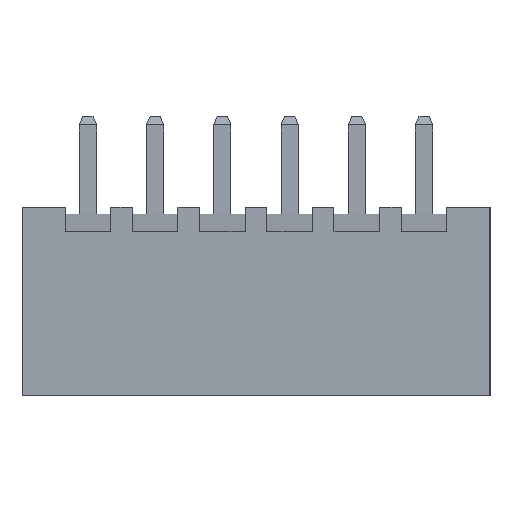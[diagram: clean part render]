
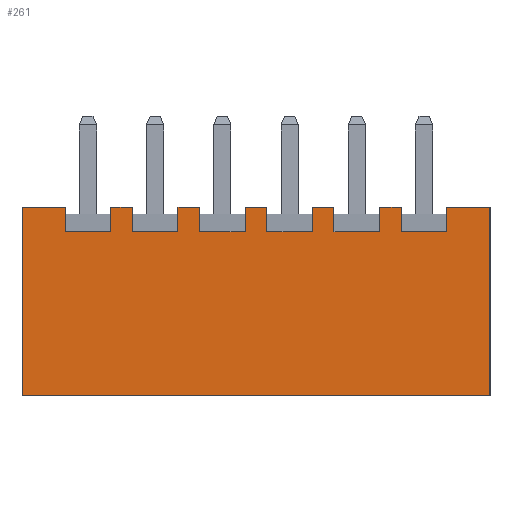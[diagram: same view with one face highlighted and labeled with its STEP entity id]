
A CAD part, top view. The second image highlights one B-rep face of the part: STEP entity #261.
In plain terms, the highlighted planar face has unit normal (0, 0, 1).
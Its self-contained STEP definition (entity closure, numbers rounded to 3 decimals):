
#30=CARTESIAN_POINT('',(0.,0.,2.85));
#31=DIRECTION('',(-1.,0.,0.));
#32=DIRECTION('',(0.,0.,1.));
#33=AXIS2_PLACEMENT_3D('',#30,#32,#31);
#34=PLANE('',#33);
#35=CARTESIAN_POINT('',(8.7,3.5,2.85));
#36=VERTEX_POINT('',#35);
#37=CARTESIAN_POINT('',(7.1,3.5,2.85));
#38=VERTEX_POINT('',#37);
#39=CARTESIAN_POINT('',(8.7,3.5,2.85));
#40=DIRECTION('',(-1.,0.,0.));
#41=VECTOR('',#40,1.6);
#42=LINE('',#39,#41);
#43=EDGE_CURVE('',#36,#38,#42,.T.);
#44=ORIENTED_EDGE('',*,*,#43,.T.);
#45=CARTESIAN_POINT('',(7.1,2.6,2.85));
#46=VERTEX_POINT('',#45);
#47=CARTESIAN_POINT('',(7.1,3.5,2.85));
#48=DIRECTION('',(0.,-1.,0.));
#49=VECTOR('',#48,0.9);
#50=LINE('',#47,#49);
#51=EDGE_CURVE('',#38,#46,#50,.T.);
#52=ORIENTED_EDGE('',*,*,#51,.T.);
#53=CARTESIAN_POINT('',(5.4,2.6,2.85));
#54=VERTEX_POINT('',#53);
#55=CARTESIAN_POINT('',(7.1,2.6,2.85));
#56=DIRECTION('',(-1.,0.,0.));
#57=VECTOR('',#56,1.7);
#58=LINE('',#55,#57);
#59=EDGE_CURVE('',#46,#54,#58,.T.);
#60=ORIENTED_EDGE('',*,*,#59,.T.);
#61=CARTESIAN_POINT('',(5.4,3.5,2.85));
#62=VERTEX_POINT('',#61);
#63=CARTESIAN_POINT('',(5.4,2.6,2.85));
#64=DIRECTION('',(0.,1.,0.));
#65=VECTOR('',#64,0.9);
#66=LINE('',#63,#65);
#67=EDGE_CURVE('',#54,#62,#66,.T.);
#68=ORIENTED_EDGE('',*,*,#67,.T.);
#69=CARTESIAN_POINT('',(4.6,3.5,2.85));
#70=VERTEX_POINT('',#69);
#71=CARTESIAN_POINT('',(5.4,3.5,2.85));
#72=DIRECTION('',(-1.,0.,0.));
#73=VECTOR('',#72,0.8);
#74=LINE('',#71,#73);
#75=EDGE_CURVE('',#62,#70,#74,.T.);
#76=ORIENTED_EDGE('',*,*,#75,.T.);
#77=CARTESIAN_POINT('',(4.6,2.6,2.85));
#78=VERTEX_POINT('',#77);
#79=CARTESIAN_POINT('',(4.6,3.5,2.85));
#80=DIRECTION('',(0.,-1.,0.));
#81=VECTOR('',#80,0.9);
#82=LINE('',#79,#81);
#83=EDGE_CURVE('',#70,#78,#82,.T.);
#84=ORIENTED_EDGE('',*,*,#83,.T.);
#85=CARTESIAN_POINT('',(2.9,2.6,2.85));
#86=VERTEX_POINT('',#85);
#87=CARTESIAN_POINT('',(4.6,2.6,2.85));
#88=DIRECTION('',(-1.,0.,0.));
#89=VECTOR('',#88,1.7);
#90=LINE('',#87,#89);
#91=EDGE_CURVE('',#78,#86,#90,.T.);
#92=ORIENTED_EDGE('',*,*,#91,.T.);
#93=CARTESIAN_POINT('',(2.9,3.5,2.85));
#94=VERTEX_POINT('',#93);
#95=CARTESIAN_POINT('',(2.9,2.6,2.85));
#96=DIRECTION('',(0.,1.,0.));
#97=VECTOR('',#96,0.9);
#98=LINE('',#95,#97);
#99=EDGE_CURVE('',#86,#94,#98,.T.);
#100=ORIENTED_EDGE('',*,*,#99,.T.);
#101=CARTESIAN_POINT('',(2.1,3.5,2.85));
#102=VERTEX_POINT('',#101);
#103=CARTESIAN_POINT('',(2.9,3.5,2.85));
#104=DIRECTION('',(-1.,0.,0.));
#105=VECTOR('',#104,0.8);
#106=LINE('',#103,#105);
#107=EDGE_CURVE('',#94,#102,#106,.T.);
#108=ORIENTED_EDGE('',*,*,#107,.T.);
#109=CARTESIAN_POINT('',(2.1,2.6,2.85));
#110=VERTEX_POINT('',#109);
#111=CARTESIAN_POINT('',(2.1,3.5,2.85));
#112=DIRECTION('',(0.,-1.,0.));
#113=VECTOR('',#112,0.9);
#114=LINE('',#111,#113);
#115=EDGE_CURVE('',#102,#110,#114,.T.);
#116=ORIENTED_EDGE('',*,*,#115,.T.);
#117=CARTESIAN_POINT('',(0.4,2.6,2.85));
#118=VERTEX_POINT('',#117);
#119=CARTESIAN_POINT('',(2.1,2.6,2.85));
#120=DIRECTION('',(-1.,0.,0.));
#121=VECTOR('',#120,1.7);
#122=LINE('',#119,#121);
#123=EDGE_CURVE('',#110,#118,#122,.T.);
#124=ORIENTED_EDGE('',*,*,#123,.T.);
#125=CARTESIAN_POINT('',(0.4,3.5,2.85));
#126=VERTEX_POINT('',#125);
#127=CARTESIAN_POINT('',(0.4,2.6,2.85));
#128=DIRECTION('',(0.,1.,0.));
#129=VECTOR('',#128,0.9);
#130=LINE('',#127,#129);
#131=EDGE_CURVE('',#118,#126,#130,.T.);
#132=ORIENTED_EDGE('',*,*,#131,.T.);
#133=CARTESIAN_POINT('',(-0.4,3.5,2.85));
#134=VERTEX_POINT('',#133);
#135=CARTESIAN_POINT('',(0.4,3.5,2.85));
#136=DIRECTION('',(-1.,0.,0.));
#137=VECTOR('',#136,0.8);
#138=LINE('',#135,#137);
#139=EDGE_CURVE('',#126,#134,#138,.T.);
#140=ORIENTED_EDGE('',*,*,#139,.T.);
#141=CARTESIAN_POINT('',(-0.4,2.6,2.85));
#142=VERTEX_POINT('',#141);
#143=CARTESIAN_POINT('',(-0.4,3.5,2.85));
#144=DIRECTION('',(0.,-1.,0.));
#145=VECTOR('',#144,0.9);
#146=LINE('',#143,#145);
#147=EDGE_CURVE('',#134,#142,#146,.T.);
#148=ORIENTED_EDGE('',*,*,#147,.T.);
#149=CARTESIAN_POINT('',(-2.1,2.6,2.85));
#150=VERTEX_POINT('',#149);
#151=CARTESIAN_POINT('',(-0.4,2.6,2.85));
#152=DIRECTION('',(-1.,0.,0.));
#153=VECTOR('',#152,1.7);
#154=LINE('',#151,#153);
#155=EDGE_CURVE('',#142,#150,#154,.T.);
#156=ORIENTED_EDGE('',*,*,#155,.T.);
#157=CARTESIAN_POINT('',(-2.1,3.5,2.85));
#158=VERTEX_POINT('',#157);
#159=CARTESIAN_POINT('',(-2.1,2.6,2.85));
#160=DIRECTION('',(0.,1.,0.));
#161=VECTOR('',#160,0.9);
#162=LINE('',#159,#161);
#163=EDGE_CURVE('',#150,#158,#162,.T.);
#164=ORIENTED_EDGE('',*,*,#163,.T.);
#165=CARTESIAN_POINT('',(-2.9,3.5,2.85));
#166=VERTEX_POINT('',#165);
#167=CARTESIAN_POINT('',(-2.1,3.5,2.85));
#168=DIRECTION('',(-1.,0.,0.));
#169=VECTOR('',#168,0.8);
#170=LINE('',#167,#169);
#171=EDGE_CURVE('',#158,#166,#170,.T.);
#172=ORIENTED_EDGE('',*,*,#171,.T.);
#173=CARTESIAN_POINT('',(-2.9,2.6,2.85));
#174=VERTEX_POINT('',#173);
#175=CARTESIAN_POINT('',(-2.9,3.5,2.85));
#176=DIRECTION('',(0.,-1.,0.));
#177=VECTOR('',#176,0.9);
#178=LINE('',#175,#177);
#179=EDGE_CURVE('',#166,#174,#178,.T.);
#180=ORIENTED_EDGE('',*,*,#179,.T.);
#181=CARTESIAN_POINT('',(-4.6,2.6,2.85));
#182=VERTEX_POINT('',#181);
#183=CARTESIAN_POINT('',(-2.9,2.6,2.85));
#184=DIRECTION('',(-1.,0.,0.));
#185=VECTOR('',#184,1.7);
#186=LINE('',#183,#185);
#187=EDGE_CURVE('',#174,#182,#186,.T.);
#188=ORIENTED_EDGE('',*,*,#187,.T.);
#189=CARTESIAN_POINT('',(-4.6,3.5,2.85));
#190=VERTEX_POINT('',#189);
#191=CARTESIAN_POINT('',(-4.6,2.6,2.85));
#192=DIRECTION('',(0.,1.,0.));
#193=VECTOR('',#192,0.9);
#194=LINE('',#191,#193);
#195=EDGE_CURVE('',#182,#190,#194,.T.);
#196=ORIENTED_EDGE('',*,*,#195,.T.);
#197=CARTESIAN_POINT('',(-5.4,3.5,2.85));
#198=VERTEX_POINT('',#197);
#199=CARTESIAN_POINT('',(-4.6,3.5,2.85));
#200=DIRECTION('',(-1.,0.,0.));
#201=VECTOR('',#200,0.8);
#202=LINE('',#199,#201);
#203=EDGE_CURVE('',#190,#198,#202,.T.);
#204=ORIENTED_EDGE('',*,*,#203,.T.);
#205=CARTESIAN_POINT('',(-5.4,2.6,2.85));
#206=VERTEX_POINT('',#205);
#207=CARTESIAN_POINT('',(-5.4,3.5,2.85));
#208=DIRECTION('',(0.,-1.,0.));
#209=VECTOR('',#208,0.9);
#210=LINE('',#207,#209);
#211=EDGE_CURVE('',#198,#206,#210,.T.);
#212=ORIENTED_EDGE('',*,*,#211,.T.);
#213=CARTESIAN_POINT('',(-7.1,2.6,2.85));
#214=VERTEX_POINT('',#213);
#215=CARTESIAN_POINT('',(-5.4,2.6,2.85));
#216=DIRECTION('',(-1.,0.,0.));
#217=VECTOR('',#216,1.7);
#218=LINE('',#215,#217);
#219=EDGE_CURVE('',#206,#214,#218,.T.);
#220=ORIENTED_EDGE('',*,*,#219,.T.);
#221=CARTESIAN_POINT('',(-7.1,3.5,2.85));
#222=VERTEX_POINT('',#221);
#223=CARTESIAN_POINT('',(-7.1,2.6,2.85));
#224=DIRECTION('',(0.,1.,0.));
#225=VECTOR('',#224,0.9);
#226=LINE('',#223,#225);
#227=EDGE_CURVE('',#214,#222,#226,.T.);
#228=ORIENTED_EDGE('',*,*,#227,.T.);
#229=CARTESIAN_POINT('',(-8.7,3.5,2.85));
#230=VERTEX_POINT('',#229);
#231=CARTESIAN_POINT('',(-7.1,3.5,2.85));
#232=DIRECTION('',(-1.,0.,0.));
#233=VECTOR('',#232,1.6);
#234=LINE('',#231,#233);
#235=EDGE_CURVE('',#222,#230,#234,.T.);
#236=ORIENTED_EDGE('',*,*,#235,.T.);
#237=CARTESIAN_POINT('',(-8.7,-3.5,2.85));
#238=VERTEX_POINT('',#237);
#239=CARTESIAN_POINT('',(-8.7,3.5,2.85));
#240=DIRECTION('',(0.,-1.,0.));
#241=VECTOR('',#240,7.);
#242=LINE('',#239,#241);
#243=EDGE_CURVE('',#230,#238,#242,.T.);
#244=ORIENTED_EDGE('',*,*,#243,.T.);
#245=CARTESIAN_POINT('',(8.7,-3.5,2.85));
#246=VERTEX_POINT('',#245);
#247=CARTESIAN_POINT('',(-8.7,-3.5,2.85));
#248=DIRECTION('',(1.,0.,0.));
#249=VECTOR('',#248,17.4);
#250=LINE('',#247,#249);
#251=EDGE_CURVE('',#238,#246,#250,.T.);
#252=ORIENTED_EDGE('',*,*,#251,.T.);
#253=CARTESIAN_POINT('',(8.7,-3.5,2.85));
#254=DIRECTION('',(0.,1.,0.));
#255=VECTOR('',#254,7.);
#256=LINE('',#253,#255);
#257=EDGE_CURVE('',#246,#36,#256,.T.);
#258=ORIENTED_EDGE('',*,*,#257,.T.);
#259=EDGE_LOOP('',(#44,#52,#60,#68,#76,#84,#92,#100,#108,#116,#124,#132,#140,#148,#156,#164,#172,#180,#188,#196,#204,#212,#220,#228,#236,#244,#252,#258));
#260=FACE_OUTER_BOUND('',#259,.T.);
#261=ADVANCED_FACE('',(#260),#34,.T.);
